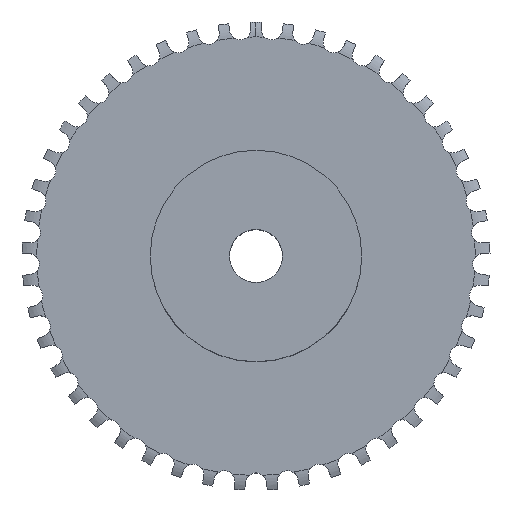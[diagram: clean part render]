
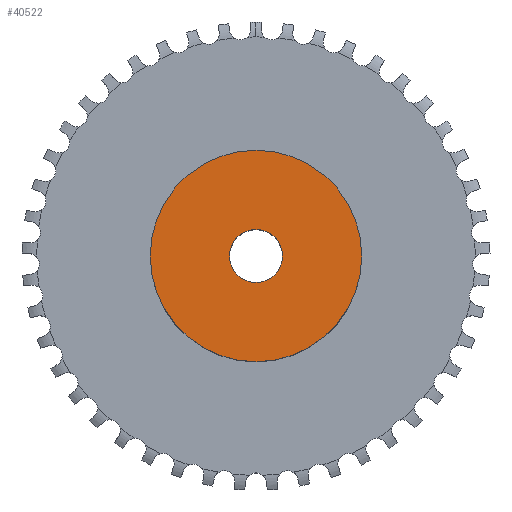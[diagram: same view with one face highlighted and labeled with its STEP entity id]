
A CAD part, top view. The second image highlights one B-rep face of the part: STEP entity #40522.
In plain terms, the highlighted planar face has unit normal (0, 0, 1).
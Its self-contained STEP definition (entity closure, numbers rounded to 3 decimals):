
#6567 = CYLINDRICAL_SURFACE('',#6568,5.);
#6568 = AXIS2_PLACEMENT_3D('',#6569,#6570,#6571);
#6569 = CARTESIAN_POINT('',(0.,0.,127.697));
#6570 = DIRECTION('',(0.,0.,1.));
#6571 = DIRECTION('',(1.,0.,-0.));
#11533 = CYLINDRICAL_SURFACE('',#11534,20.);
#11534 = AXIS2_PLACEMENT_3D('',#11535,#11536,#11537);
#11535 = CARTESIAN_POINT('',(0.,0.,0.));
#11536 = DIRECTION('',(-0.,-0.,-1.));
#11537 = DIRECTION('',(1.,0.,0.));
#32633 = EDGE_CURVE('',#32634,#32634,#32636,.T.);
#32634 = VERTEX_POINT('',#32635);
#32635 = CARTESIAN_POINT('',(5.,0.,16.7));
#32636 = SURFACE_CURVE('',#32637,(#32642,#32649),.PCURVE_S1.);
#32637 = CIRCLE('',#32638,5.);
#32638 = AXIS2_PLACEMENT_3D('',#32639,#32640,#32641);
#32639 = CARTESIAN_POINT('',(0.,0.,16.7));
#32640 = DIRECTION('',(0.,0.,1.));
#32641 = DIRECTION('',(1.,0.,-0.));
#32642 = PCURVE('',#6567,#32643);
#32643 = DEFINITIONAL_REPRESENTATION('',(#32644),#32648);
#32644 = LINE('',#32645,#32646);
#32645 = CARTESIAN_POINT('',(0.,-110.997));
#32646 = VECTOR('',#32647,1.);
#32647 = DIRECTION('',(1.,0.));
#32648 = ( GEOMETRIC_REPRESENTATION_CONTEXT(2) 
PARAMETRIC_REPRESENTATION_CONTEXT() REPRESENTATION_CONTEXT('2D SPACE',''
  ) );
#32649 = PCURVE('',#32650,#32655);
#32650 = PLANE('',#32651);
#32651 = AXIS2_PLACEMENT_3D('',#32652,#32653,#32654);
#32652 = CARTESIAN_POINT('',(0.,0.,16.7));
#32653 = DIRECTION('',(-0.,0.,1.));
#32654 = DIRECTION('',(0.,-1.,0.));
#32655 = DEFINITIONAL_REPRESENTATION('',(#32656),#32660);
#32656 = CIRCLE('',#32657,5.);
#32657 = AXIS2_PLACEMENT_2D('',#32658,#32659);
#32658 = CARTESIAN_POINT('',(0.,0.));
#32659 = DIRECTION('',(0.,1.));
#32660 = ( GEOMETRIC_REPRESENTATION_CONTEXT(2) 
PARAMETRIC_REPRESENTATION_CONTEXT() REPRESENTATION_CONTEXT('2D SPACE',''
  ) );
#37794 = VERTEX_POINT('',#37795);
#37795 = CARTESIAN_POINT('',(20.,0.,16.7));
#37816 = EDGE_CURVE('',#37794,#37794,#37817,.T.);
#37817 = SURFACE_CURVE('',#37818,(#37823,#37830),.PCURVE_S1.);
#37818 = CIRCLE('',#37819,20.);
#37819 = AXIS2_PLACEMENT_3D('',#37820,#37821,#37822);
#37820 = CARTESIAN_POINT('',(0.,0.,16.7));
#37821 = DIRECTION('',(0.,0.,1.));
#37822 = DIRECTION('',(1.,0.,0.));
#37823 = PCURVE('',#11533,#37824);
#37824 = DEFINITIONAL_REPRESENTATION('',(#37825),#37829);
#37825 = LINE('',#37826,#37827);
#37826 = CARTESIAN_POINT('',(-0.,-16.7));
#37827 = VECTOR('',#37828,1.);
#37828 = DIRECTION('',(-1.,0.));
#37829 = ( GEOMETRIC_REPRESENTATION_CONTEXT(2) 
PARAMETRIC_REPRESENTATION_CONTEXT() REPRESENTATION_CONTEXT('2D SPACE',''
  ) );
#37830 = PCURVE('',#32650,#37831);
#37831 = DEFINITIONAL_REPRESENTATION('',(#37832),#37836);
#37832 = CIRCLE('',#37833,20.);
#37833 = AXIS2_PLACEMENT_2D('',#37834,#37835);
#37834 = CARTESIAN_POINT('',(0.,0.));
#37835 = DIRECTION('',(0.,1.));
#37836 = ( GEOMETRIC_REPRESENTATION_CONTEXT(2) 
PARAMETRIC_REPRESENTATION_CONTEXT() REPRESENTATION_CONTEXT('2D SPACE',''
  ) );
#40522 = ADVANCED_FACE('',(#40523,#40526),#32650,.T.);
#40523 = FACE_BOUND('',#40524,.T.);
#40524 = EDGE_LOOP('',(#40525));
#40525 = ORIENTED_EDGE('',*,*,#37816,.T.);
#40526 = FACE_BOUND('',#40527,.T.);
#40527 = EDGE_LOOP('',(#40528));
#40528 = ORIENTED_EDGE('',*,*,#32633,.F.);
